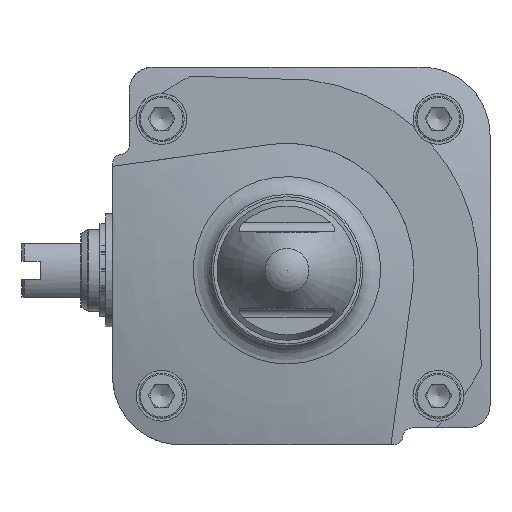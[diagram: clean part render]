
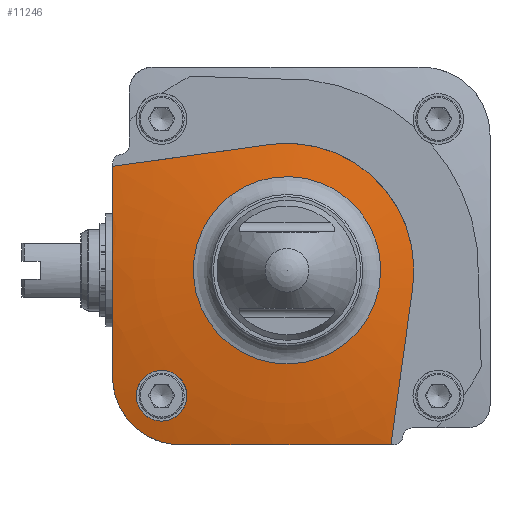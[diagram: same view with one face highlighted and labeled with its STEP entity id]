
A CAD part, left-side view. The second image highlights one B-rep face of the part: STEP entity #11246.
In plain terms, the highlighted toroidal (fillet/blend) face has major radius 4.17 mm and minor radius 196.27 mm.
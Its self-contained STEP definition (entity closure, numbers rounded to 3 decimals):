
#53=DEGENERATE_TOROIDAL_SURFACE('',#11859,4.17,196.27,
 .F.);
#308=B_SPLINE_CURVE_WITH_KNOTS('',3,(#16194,#16195,#16196,#16197,#16198),
 .UNSPECIFIED.,.F.,.F.,(4,1,4),(0.,0.018,
0.035),.UNSPECIFIED.);
#309=B_SPLINE_CURVE_WITH_KNOTS('',3,(#16201,#16202,#16203,#16204,#16205,
#16206,#16207,#16208,#16209,#16210,#16211,#16212,#16213,#16214),
 .UNSPECIFIED.,.F.,.F.,(4,1,1,1,1,1,1,1,1,1,1,4),(0.,0.006,
0.013,0.016,0.019,0.026,
0.029,0.032,0.035,0.039,
0.045,0.051),.UNSPECIFIED.);
#310=B_SPLINE_CURVE_WITH_KNOTS('',3,(#16216,#16217,#16218,#16219),
 .UNSPECIFIED.,.F.,.F.,(4,4),(0.,0.035),
 .UNSPECIFIED.);
#311=B_SPLINE_CURVE_WITH_KNOTS('',3,(#16221,#16222,#16223,#16224,#16225,
#16226,#16227),.UNSPECIFIED.,.F.,.F.,(4,1,1,1,4),(1.173,1.184,
1.196,1.207,1.219),.UNSPECIFIED.);
#312=B_SPLINE_CURVE_WITH_KNOTS('',3,(#16229,#16230,#16231,#16232,#16233,
#16234,#16235,#16236,#16237),.UNSPECIFIED.,.F.,.F.,(4,1,1,1,1,1,4),(0.,
0.003,0.006,0.009,0.012,
0.018,0.024),.UNSPECIFIED.);
#313=B_SPLINE_CURVE_WITH_KNOTS('',3,(#16239,#16240,#16241,#16242,#16243,
#16244,#16245),.UNSPECIFIED.,.F.,.F.,(4,1,1,1,4),(1.172,1.183,
1.195,1.207,1.218),.UNSPECIFIED.);
#314=B_SPLINE_CURVE_WITH_KNOTS('',3,(#16246,#16247,#16248,#16249,#16250,
#16251,#16252,#16253,#16254,#16255,#16256,#16257,#16258,#16259,#16260),
 .UNSPECIFIED.,.T.,.F.,(1,1,1,1,1,1,1,1,1,1,1,1,1,1,1,1,1,1,1),(-0.009,
-0.007,-0.004,0.,0.004,0.007,
0.009,0.011,0.013,0.018,
0.022,0.024,0.027,0.029,
0.031,0.035,0.04,0.042,
0.044),.UNSPECIFIED.);
#700=CIRCLE('',#11860,20.679);
#1562=ORIENTED_EDGE('',*,*,#3648,.T.);
#1563=ORIENTED_EDGE('',*,*,#3649,.F.);
#1564=ORIENTED_EDGE('',*,*,#3650,.T.);
#1565=ORIENTED_EDGE('',*,*,#3651,.F.);
#1566=ORIENTED_EDGE('',*,*,#3652,.T.);
#1567=ORIENTED_EDGE('',*,*,#3653,.T.);
#1568=ORIENTED_EDGE('',*,*,#3654,.T.);
#1569=ORIENTED_EDGE('',*,*,#3655,.T.);
#3648=EDGE_CURVE('',#4660,#4660,#700,.T.);
#3649=EDGE_CURVE('',#4661,#4662,#308,.T.);
#3650=EDGE_CURVE('',#4661,#4663,#309,.T.);
#3651=EDGE_CURVE('',#4664,#4663,#310,.T.);
#3652=EDGE_CURVE('',#4664,#4665,#311,.T.);
#3653=EDGE_CURVE('',#4665,#4666,#312,.T.);
#3654=EDGE_CURVE('',#4666,#4662,#313,.T.);
#3655=EDGE_CURVE('',#4667,#4667,#314,.T.);
#4660=VERTEX_POINT('',#16193);
#4661=VERTEX_POINT('',#16199);
#4662=VERTEX_POINT('',#16200);
#4663=VERTEX_POINT('',#16215);
#4664=VERTEX_POINT('',#16220);
#4665=VERTEX_POINT('',#16228);
#4666=VERTEX_POINT('',#16238);
#4667=VERTEX_POINT('',#16261);
#6292=EDGE_LOOP('',(#1562));
#6293=EDGE_LOOP('',(#1563,#1564,#1565,#1566,#1567,#1568));
#6294=EDGE_LOOP('',(#1569));
#6946=FACE_BOUND('',#6292,.T.);
#6947=FACE_BOUND('',#6293,.T.);
#6948=FACE_BOUND('',#6294,.T.);
#11246=ADVANCED_FACE('',(#6946,#6947,#6948),#53,.F.);
#11859=AXIS2_PLACEMENT_3D('',#16191,#13147,#13148);
#11860=AXIS2_PLACEMENT_3D('',#16192,#13149,#13150);
#13147=DIRECTION('',(1.,0.,0.));
#13148=DIRECTION('',(0.,0.,-1.));
#13149=DIRECTION('',(1.,0.,0.));
#13150=DIRECTION('',(0.,0.,-1.));
#16191=CARTESIAN_POINT('',(98.89,0.,0.));
#16192=CARTESIAN_POINT('',(-95.801,0.,0.));
#16193=CARTESIAN_POINT('',(-95.801,0.,-20.679));
#16194=CARTESIAN_POINT('',(-94.724,-27.743,-3.855));
#16195=CARTESIAN_POINT('',(-94.724,-26.934,-9.679));
#16196=CARTESIAN_POINT('',(-94.105,-25.323,-21.274));
#16197=CARTESIAN_POINT('',(-92.329,-23.723,-32.791));
#16198=CARTESIAN_POINT('',(-91.17,-22.93,-38.5));
#16199=CARTESIAN_POINT('',(-94.724,-27.743,-3.855));
#16200=CARTESIAN_POINT('',(-91.17,-22.93,-38.5));
#16201=CARTESIAN_POINT('',(-94.724,-27.743,-3.855));
#16202=CARTESIAN_POINT('',(-94.724,-28.043,-1.701));
#16203=CARTESIAN_POINT('',(-94.724,-28.141,2.584));
#16204=CARTESIAN_POINT('',(-94.724,-27.012,7.939));
#16205=CARTESIAN_POINT('',(-94.724,-25.421,11.908));
#16206=CARTESIAN_POINT('',(-94.724,-23.349,15.735));
#16207=CARTESIAN_POINT('',(-94.724,-20.684,19.102));
#16208=CARTESIAN_POINT('',(-94.724,-17.441,21.998));
#16209=CARTESIAN_POINT('',(-94.724,-14.795,23.856));
#16210=CARTESIAN_POINT('',(-94.724,-11.974,25.391));
#16211=CARTESIAN_POINT('',(-94.724,-7.932,27.016));
#16212=CARTESIAN_POINT('',(-94.724,-2.682,28.13));
#16213=CARTESIAN_POINT('',(-94.724,1.696,28.043));
#16214=CARTESIAN_POINT('',(-94.724,3.85,27.744));
#16215=CARTESIAN_POINT('',(-94.724,3.85,27.744));
#16216=CARTESIAN_POINT('',(-91.169,38.5,22.936));
#16217=CARTESIAN_POINT('',(-93.492,27.064,24.523));
#16218=CARTESIAN_POINT('',(-94.724,15.519,26.125));
#16219=CARTESIAN_POINT('',(-94.724,3.85,27.744));
#16220=CARTESIAN_POINT('',(-91.169,38.5,22.936));
#16221=CARTESIAN_POINT('',(-91.169,38.5,22.936));
#16222=CARTESIAN_POINT('',(-91.673,38.5,19.114));
#16223=CARTESIAN_POINT('',(-92.437,38.5,11.435));
#16224=CARTESIAN_POINT('',(-92.818,38.5,-0.252));
#16225=CARTESIAN_POINT('',(-92.403,38.5,-11.938));
#16226=CARTESIAN_POINT('',(-91.614,38.5,-19.654));
#16227=CARTESIAN_POINT('',(-91.094,38.5,-23.5));
#16228=CARTESIAN_POINT('',(-91.094,38.5,-23.5));
#16229=CARTESIAN_POINT('',(-91.094,38.5,-23.5));
#16230=CARTESIAN_POINT('',(-90.961,38.5,-24.485));
#16231=CARTESIAN_POINT('',(-90.725,38.311,-26.419));
#16232=CARTESIAN_POINT('',(-90.456,37.45,-29.27));
#16233=CARTESIAN_POINT('',(-90.293,36.068,-31.863));
#16234=CARTESIAN_POINT('',(-90.217,33.548,-34.945));
#16235=CARTESIAN_POINT('',(-90.404,29.387,-37.717));
#16236=CARTESIAN_POINT('',(-90.828,25.469,-38.5));
#16237=CARTESIAN_POINT('',(-91.094,23.5,-38.5));
#16238=CARTESIAN_POINT('',(-91.094,23.5,-38.5));
#16239=CARTESIAN_POINT('',(-91.094,23.5,-38.5));
#16240=CARTESIAN_POINT('',(-91.61,19.68,-38.5));
#16241=CARTESIAN_POINT('',(-92.398,12.005,-38.5));
#16242=CARTESIAN_POINT('',(-92.818,0.33,-38.5));
#16243=CARTESIAN_POINT('',(-92.442,-11.365,-38.5));
#16244=CARTESIAN_POINT('',(-91.677,-19.082,-38.5));
#16245=CARTESIAN_POINT('',(-91.17,-22.93,-38.5));
#16246=CARTESIAN_POINT('',(-93.278,21.799,-28.397));
#16247=CARTESIAN_POINT('',(-92.46,23.268,-32.022));
#16248=CARTESIAN_POINT('',(-91.641,26.845,-33.579));
#16249=CARTESIAN_POINT('',(-91.254,29.801,-33.05));
#16250=CARTESIAN_POINT('',(-91.146,31.708,-31.822));
#16251=CARTESIAN_POINT('',(-91.24,32.99,-29.949));
#16252=CARTESIAN_POINT('',(-91.613,33.602,-26.998));
#16253=CARTESIAN_POINT('',(-92.425,32.131,-23.38));
#16254=CARTESIAN_POINT('',(-93.248,28.561,-21.822));
#16255=CARTESIAN_POINT('',(-93.64,25.605,-22.348));
#16256=CARTESIAN_POINT('',(-93.751,23.695,-23.574));
#16257=CARTESIAN_POINT('',(-93.655,22.409,-25.452));
#16258=CARTESIAN_POINT('',(-93.278,21.799,-28.397));
#16259=CARTESIAN_POINT('',(-92.46,23.268,-32.022));
#16260=CARTESIAN_POINT('',(-91.641,26.845,-33.579));
#16261=CARTESIAN_POINT('',(-92.46,23.69,-31.609));
